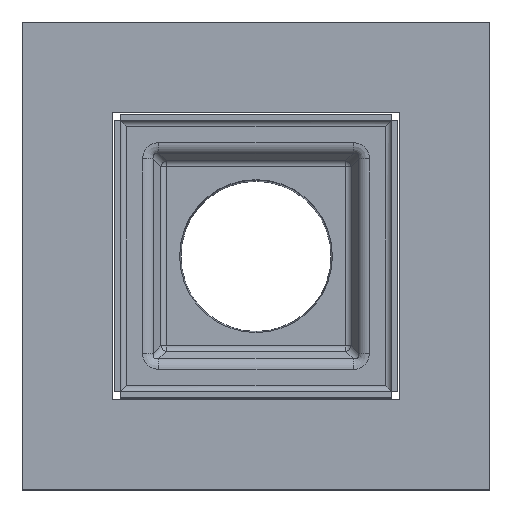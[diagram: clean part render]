
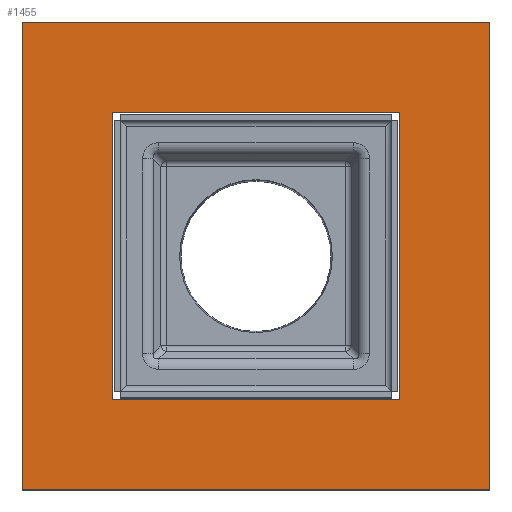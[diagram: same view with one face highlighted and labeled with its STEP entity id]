
A CAD part, top view. The second image highlights one B-rep face of the part: STEP entity #1455.
In plain terms, the highlighted planar face has unit normal (0, 0, 1).
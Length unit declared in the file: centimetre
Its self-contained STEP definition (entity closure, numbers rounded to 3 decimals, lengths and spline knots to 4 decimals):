
#65=FACE_BOUND('',#236,.T.);
#80=PLANE('',#1573);
#135=FACE_OUTER_BOUND('',#235,.T.);
#235=EDGE_LOOP('',(#1046,#1047,#1048,#1049));
#236=EDGE_LOOP('',(#1050,#1051,#1052,#1053));
#329=LINE('',#2249,#459);
#333=LINE('',#2257,#463);
#338=LINE('',#2266,#468);
#340=LINE('',#2269,#470);
#343=LINE('',#2277,#473);
#346=LINE('',#2283,#476);
#349=LINE('',#2289,#479);
#352=LINE('',#2293,#482);
#459=VECTOR('',#1774,1.);
#463=VECTOR('',#1780,1.);
#468=VECTOR('',#1787,1.);
#470=VECTOR('',#1791,1.);
#473=VECTOR('',#1796,1.);
#476=VECTOR('',#1801,1.);
#479=VECTOR('',#1806,1.);
#482=VECTOR('',#1811,1.);
#656=VERTEX_POINT('',#2247);
#657=VERTEX_POINT('',#2248);
#660=VERTEX_POINT('',#2256);
#663=VERTEX_POINT('',#2264);
#666=VERTEX_POINT('',#2274);
#667=VERTEX_POINT('',#2276);
#669=VERTEX_POINT('',#2282);
#671=VERTEX_POINT('',#2288);
#781=EDGE_CURVE('',#656,#657,#329,.T.);
#785=EDGE_CURVE('',#657,#660,#333,.T.);
#790=EDGE_CURVE('',#663,#656,#338,.T.);
#792=EDGE_CURVE('',#660,#663,#340,.T.);
#795=EDGE_CURVE('',#667,#666,#343,.T.);
#798=EDGE_CURVE('',#669,#667,#346,.T.);
#801=EDGE_CURVE('',#671,#669,#349,.T.);
#804=EDGE_CURVE('',#666,#671,#352,.T.);
#1046=ORIENTED_EDGE('',*,*,#804,.T.);
#1047=ORIENTED_EDGE('',*,*,#801,.T.);
#1048=ORIENTED_EDGE('',*,*,#798,.T.);
#1049=ORIENTED_EDGE('',*,*,#795,.T.);
#1050=ORIENTED_EDGE('',*,*,#790,.F.);
#1051=ORIENTED_EDGE('',*,*,#792,.F.);
#1052=ORIENTED_EDGE('',*,*,#785,.F.);
#1053=ORIENTED_EDGE('',*,*,#781,.F.);
#1455=ADVANCED_FACE('',(#135,#65),#80,.T.);
#1573=AXIS2_PLACEMENT_3D('',#2294,#1812,#1813);
#1774=DIRECTION('',(1.,0.,0.));
#1780=DIRECTION('',(0.,1.,0.));
#1787=DIRECTION('',(0.,-1.,0.));
#1791=DIRECTION('',(-1.,0.,0.));
#1796=DIRECTION('',(0.,1.,0.));
#1801=DIRECTION('',(1.,0.,0.));
#1806=DIRECTION('',(0.,-1.,0.));
#1811=DIRECTION('',(-1.,0.,0.));
#1812=DIRECTION('center_axis',(0.,0.,1.));
#1813=DIRECTION('ref_axis',(1.,0.,0.));
#2247=CARTESIAN_POINT('',(547.411,159.729,89.));
#2248=CARTESIAN_POINT('',(731.411,159.729,89.));
#2249=CARTESIAN_POINT('',(547.411,159.729,89.));
#2256=CARTESIAN_POINT('',(731.411,343.729,89.));
#2257=CARTESIAN_POINT('',(731.411,149.729,89.));
#2264=CARTESIAN_POINT('',(547.411,343.729,89.));
#2266=CARTESIAN_POINT('',(547.411,343.729,89.));
#2269=CARTESIAN_POINT('',(731.411,343.729,89.));
#2274=CARTESIAN_POINT('',(789.411,401.729,89.));
#2276=CARTESIAN_POINT('',(789.411,101.729,89.));
#2277=CARTESIAN_POINT('',(789.411,101.729,89.));
#2282=CARTESIAN_POINT('',(489.411,101.729,89.));
#2283=CARTESIAN_POINT('',(489.411,101.729,89.));
#2288=CARTESIAN_POINT('',(489.411,401.729,89.));
#2289=CARTESIAN_POINT('',(489.411,401.729,89.));
#2293=CARTESIAN_POINT('',(789.411,401.729,89.));
#2294=CARTESIAN_POINT('Origin',(639.411,251.729,89.));
